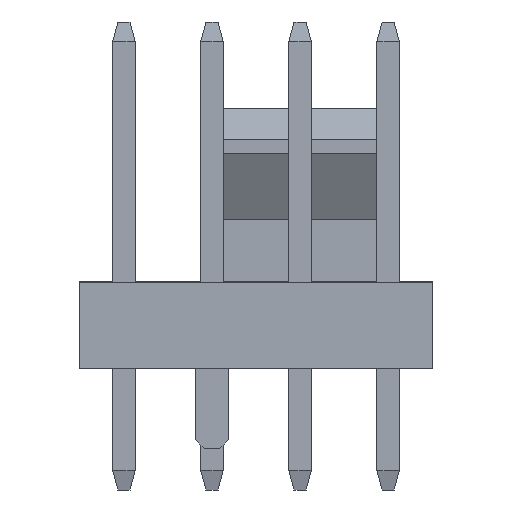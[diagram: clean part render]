
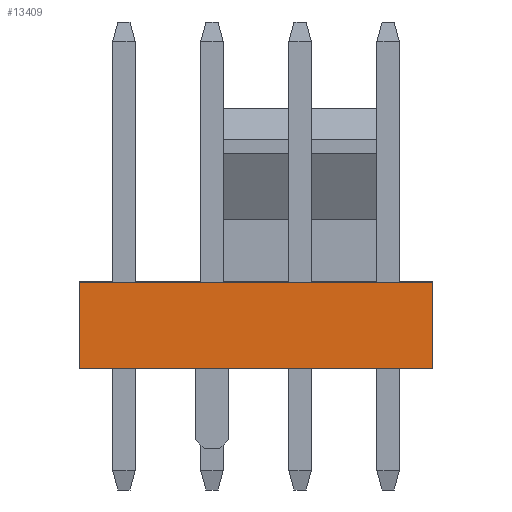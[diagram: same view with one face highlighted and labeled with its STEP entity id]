
A CAD part, front view. The second image highlights one B-rep face of the part: STEP entity #13409.
In plain terms, the highlighted planar face has unit normal (0, -1, 0).
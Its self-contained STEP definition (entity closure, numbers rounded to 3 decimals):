
#504 = ORIENTED_EDGE ( 'NONE', *, *, #13573, .F. ) ;
#1450 = EDGE_CURVE ( 'NONE', #3307, #12128, #13423, .T. ) ;
#1616 = FACE_OUTER_BOUND ( 'NONE', #7648, .T. ) ;
#2298 = CARTESIAN_POINT ( 'NONE',  ( 5.1, -2.92, 1.25 ) ) ;
#2695 = CARTESIAN_POINT ( 'NONE',  ( 5.1, -2.92, -1.25 ) ) ;
#2850 = DIRECTION ( 'NONE',  ( 0., -1., 0. ) ) ;
#3307 = VERTEX_POINT ( 'NONE', #2695 ) ;
#3540 = CARTESIAN_POINT ( 'NONE',  ( 5.1, -2.92, 0. ) ) ;
#5079 = CARTESIAN_POINT ( 'NONE',  ( 5.1, -2.92, -1.25 ) ) ;
#5246 = VERTEX_POINT ( 'NONE', #8440 ) ;
#5529 = LINE ( 'NONE', #7983, #7752 ) ;
#5845 = VECTOR ( 'NONE', #12864, 1000. ) ;
#5965 = VECTOR ( 'NONE', #7187, 1000. ) ;
#6840 = DIRECTION ( 'NONE',  ( 0., 0., 1. ) ) ;
#7070 = ORIENTED_EDGE ( 'NONE', *, *, #11286, .F. ) ;
#7187 = DIRECTION ( 'NONE',  ( 0., 0., 1. ) ) ;
#7648 = EDGE_LOOP ( 'NONE', ( #7070, #504, #10164, #14496 ) ) ;
#7752 = VECTOR ( 'NONE', #6840, 1000. ) ;
#7983 = CARTESIAN_POINT ( 'NONE',  ( -5.1, -2.92, 0. ) ) ;
#8440 = CARTESIAN_POINT ( 'NONE',  ( -5.1, -2.92, -1.25 ) ) ;
#8873 = CARTESIAN_POINT ( 'NONE',  ( 5.1, -2.92, 0. ) ) ;
#8945 = DIRECTION ( 'NONE',  ( 1., 0., 0. ) ) ;
#9101 = VERTEX_POINT ( 'NONE', #12419 ) ;
#10164 = ORIENTED_EDGE ( 'NONE', *, *, #1450, .T. ) ;
#11029 = DIRECTION ( 'NONE',  ( -1., 0., 0. ) ) ;
#11286 = EDGE_CURVE ( 'NONE', #5246, #9101, #5529, .T. ) ;
#11409 = EDGE_CURVE ( 'NONE', #12128, #9101, #14831, .T. ) ;
#12128 = VERTEX_POINT ( 'NONE', #12185 ) ;
#12185 = CARTESIAN_POINT ( 'NONE',  ( 5.1, -2.92, 1.25 ) ) ;
#12419 = CARTESIAN_POINT ( 'NONE',  ( -5.1, -2.92, 1.25 ) ) ;
#12864 = DIRECTION ( 'NONE',  ( -1., 0., 0. ) ) ;
#13409 = ADVANCED_FACE ( 'NONE', ( #1616 ), #15386, .T. ) ;
#13423 = LINE ( 'NONE', #3540, #5965 ) ;
#13573 = EDGE_CURVE ( 'NONE', #3307, #5246, #15192, .T. ) ;
#13983 = AXIS2_PLACEMENT_3D ( 'NONE', #8873, #2850, #8945 ) ;
#14462 = VECTOR ( 'NONE', #11029, 1000. ) ;
#14496 = ORIENTED_EDGE ( 'NONE', *, *, #11409, .T. ) ;
#14831 = LINE ( 'NONE', #2298, #14462 ) ;
#15192 = LINE ( 'NONE', #5079, #5845 ) ;
#15386 = PLANE ( 'NONE',  #13983 ) ;
